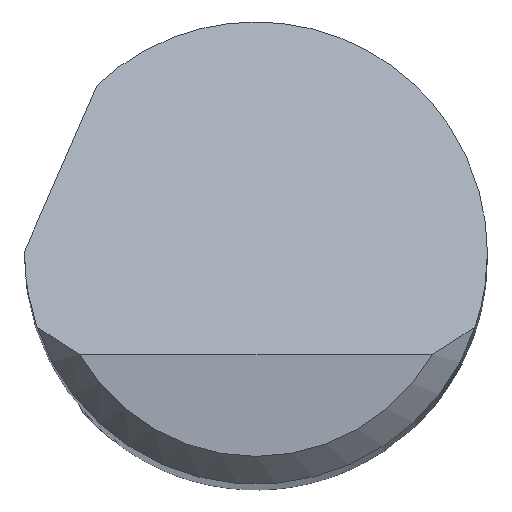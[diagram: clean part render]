
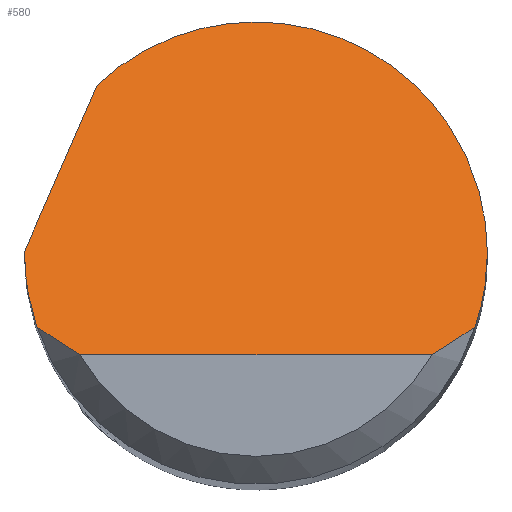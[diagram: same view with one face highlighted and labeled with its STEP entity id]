
A CAD part, top view. The second image highlights one B-rep face of the part: STEP entity #580.
In plain terms, the highlighted planar face has unit normal (0, 0.707, 0.707).
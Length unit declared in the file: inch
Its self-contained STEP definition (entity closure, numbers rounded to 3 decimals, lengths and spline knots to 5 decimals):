
#6 = VERTEX_POINT ( 'NONE', #395 ) ;
#9 = FACE_OUTER_BOUND ( 'NONE', #315, .T. ) ;
#21 = CARTESIAN_POINT ( 'NONE',  ( -0.09526, -0.055, 2. ) ) ;
#28 = CARTESIAN_POINT ( 'NONE',  ( -0.125, 0.00067, 1.94433 ) ) ;
#34 = PLANE ( 'NONE',  #668 ) ;
#42 = VERTEX_POINT ( 'NONE', #529 ) ;
#65 = CARTESIAN_POINT ( 'NONE',  ( 0.10339, -0.05031, 1.99531 ) ) ;
#80 = CARTESIAN_POINT ( 'NONE',  ( 0.125, 0.12819, 1.81681 ) ) ;
#96 = DIRECTION ( 'NONE',  ( 0., -0.707, -0.707 ) ) ;
#101 = CARTESIAN_POINT ( 'NONE',  ( 0.125, -0.01363, 1.95863 ) ) ;
#105 = ORIENTED_EDGE ( 'NONE', *, *, #415, .F. ) ;
#138 = ORIENTED_EDGE ( 'NONE', *, *, #747, .F. ) ;
#142 = CARTESIAN_POINT ( 'NONE',  ( -0.11843, -0.04, 1.985 ) ) ;
#163 = CARTESIAN_POINT ( 'NONE',  ( 0.11843, -0.04, 1.985 ) ) ;
#172 = CARTESIAN_POINT ( 'NONE',  ( 0.11843, -0.04, 1.985 ) ) ;
#173 = VECTOR ( 'NONE', #643, 39.37008 ) ;
#178 = CARTESIAN_POINT ( 'NONE',  ( 0.125, 0., 1.945 ) ) ;
#198 = ORIENTED_EDGE ( 'NONE', *, *, #717, .T. ) ;
#210 = DIRECTION ( 'NONE',  ( 1., 0., 0. ) ) ;
#223 = CARTESIAN_POINT ( 'NONE',  ( -0.11107, -0.04528, 1.99028 ) ) ;
#244 = CARTESIAN_POINT ( 'NONE',  ( -0.125, 0.00033, 1.94467 ) ) ;
#246 = VERTEX_POINT ( 'NONE', #446 ) ;
#266 = EDGE_CURVE ( 'NONE', #42, #876, #366, .T. ) ;
#315 = EDGE_LOOP ( 'NONE', ( #340, #672, #995, #105, #324, #138, #653, #198 ) ) ;
#324 = ORIENTED_EDGE ( 'NONE', *, *, #491, .F. ) ;
#340 = ORIENTED_EDGE ( 'NONE', *, *, #266, .T. ) ;
#345 = VERTEX_POINT ( 'NONE', #655 ) ;
#366 = LINE ( 'NONE', #435, #816 ) ;
#389 = CARTESIAN_POINT ( 'NONE',  ( 0.125, 0., 1.945 ) ) ;
#395 = CARTESIAN_POINT ( 'NONE',  ( -0.11843, -0.04, 1.985 ) ) ;
#415 = EDGE_CURVE ( 'NONE', #706, #976, #533, .T. ) ;
#426 = CARTESIAN_POINT ( 'NONE',  ( 0.09526, -0.055, 2. ) ) ;
#435 = CARTESIAN_POINT ( 'NONE',  ( 0., -0.055, 2. ) ) ;
#446 = CARTESIAN_POINT ( 'NONE',  ( 0.11843, -0.04, 1.985 ) ) ;
#455 = CARTESIAN_POINT ( 'NONE',  ( 0.09526, -0.055, 2. ) ) ;
#468 = EDGE_CURVE ( 'NONE', #876, #246, #651, .T. ) ;
#479 = CARTESIAN_POINT ( 'NONE',  ( 0.11107, -0.04528, 1.99028 ) ) ;
#491 = EDGE_CURVE ( 'NONE', #784, #706, #561, .T. ) ;
#496 = CARTESIAN_POINT ( 'NONE',  ( -0.14727, -0.05015, 1.99515 ) ) ;
#529 = CARTESIAN_POINT ( 'NONE',  ( -0.09526, -0.055, 2. ) ) ;
#533 =( BOUNDED_CURVE ( )  B_SPLINE_CURVE ( 3, ( #749, #838, #80, #389 ),
 .UNSPECIFIED., .F., .T. ) 
 B_SPLINE_CURVE_WITH_KNOTS ( ( 4, 4 ),
 ( 5.52582, 7.85398 ),
 .UNSPECIFIED. ) 
 CURVE ( )  GEOMETRIC_REPRESENTATION_ITEM ( )  RATIONAL_B_SPLINE_CURVE ( ( 1., 0.597, 0.597, 1. ) ) 
 REPRESENTATION_ITEM ( '' )  );
#536 =( BOUNDED_CURVE ( )  B_SPLINE_CURVE ( 3, ( #569, #775, #702, #559 ),
 .UNSPECIFIED., .F., .F. ) 
 B_SPLINE_CURVE_WITH_KNOTS ( ( 4, 4 ),
 ( 4.38666, 4.71239 ),
 .UNSPECIFIED. ) 
 CURVE ( )  GEOMETRIC_REPRESENTATION_ITEM ( )  RATIONAL_B_SPLINE_CURVE ( ( 1., 0.991, 0.991, 1. ) ) 
 REPRESENTATION_ITEM ( '' )  );
#559 = CARTESIAN_POINT ( 'NONE',  ( -0.125, 0., 1.945 ) ) ;
#561 = LINE ( 'NONE', #496, #173 ) ;
#569 = CARTESIAN_POINT ( 'NONE',  ( -0.11843, -0.04, 1.985 ) ) ;
#580 = ADVANCED_FACE ( 'NONE', ( #9 ), #34, .F. ) ;
#599 =( BOUNDED_CURVE ( )  B_SPLINE_CURVE ( 3, ( #178, #101, #877, #172 ),
 .UNSPECIFIED., .F., .T. ) 
 B_SPLINE_CURVE_WITH_KNOTS ( ( 4, 4 ),
 ( 1.5708, 1.89653 ),
 .UNSPECIFIED. ) 
 CURVE ( )  GEOMETRIC_REPRESENTATION_ITEM ( )  RATIONAL_B_SPLINE_CURVE ( ( 1., 0.991, 0.991, 1. ) ) 
 REPRESENTATION_ITEM ( '' )  );
#643 = DIRECTION ( 'NONE',  ( 0.294, 0.676, -0.676 ) ) ;
#651 = B_SPLINE_CURVE_WITH_KNOTS ( 'NONE', 3,
 ( #455, #65, #479, #163 ),
 .UNSPECIFIED., .F., .F.,
 ( 4, 4 ),
 ( 0., 0.0008 ),
 .UNSPECIFIED. ) ;
#653 = ORIENTED_EDGE ( 'NONE', *, *, #906, .F. ) ;
#655 = CARTESIAN_POINT ( 'NONE',  ( -0.125, 0., 1.945 ) ) ;
#668 = AXIS2_PLACEMENT_3D ( 'NONE', #956, #96, #781 ) ;
#672 = ORIENTED_EDGE ( 'NONE', *, *, #468, .T. ) ;
#702 = CARTESIAN_POINT ( 'NONE',  ( -0.125, -0.01363, 1.95863 ) ) ;
#706 = VERTEX_POINT ( 'NONE', #911 ) ;
#715 = CARTESIAN_POINT ( 'NONE',  ( -0.125, 0., 1.945 ) ) ;
#717 = EDGE_CURVE ( 'NONE', #6, #42, #864, .T. ) ;
#747 = EDGE_CURVE ( 'NONE', #345, #784, #975, .T. ) ;
#749 = CARTESIAN_POINT ( 'NONE',  ( -0.08588, 0.09083, 1.85417 ) ) ;
#772 = CARTESIAN_POINT ( 'NONE',  ( -0.125, 0.001, 1.944 ) ) ;
#775 = CARTESIAN_POINT ( 'NONE',  ( -0.12279, -0.02708, 1.97208 ) ) ;
#781 = DIRECTION ( 'NONE',  ( 0., 0.707, -0.707 ) ) ;
#784 = VERTEX_POINT ( 'NONE', #772 ) ;
#793 = CARTESIAN_POINT ( 'NONE',  ( -0.125, 0.001, 1.944 ) ) ;
#816 = VECTOR ( 'NONE', #210, 39.37008 ) ;
#834 = CARTESIAN_POINT ( 'NONE',  ( -0.10339, -0.05031, 1.99531 ) ) ;
#838 = CARTESIAN_POINT ( 'NONE',  ( 0.00727, 0.1789, 1.7661 ) ) ;
#864 = B_SPLINE_CURVE_WITH_KNOTS ( 'NONE', 3,
 ( #142, #223, #834, #21 ),
 .UNSPECIFIED., .F., .F.,
 ( 4, 4 ),
 ( 0., 0.0008 ),
 .UNSPECIFIED. ) ;
#876 = VERTEX_POINT ( 'NONE', #426 ) ;
#877 = CARTESIAN_POINT ( 'NONE',  ( 0.12279, -0.02708, 1.97208 ) ) ;
#895 = EDGE_CURVE ( 'NONE', #976, #246, #599, .T. ) ;
#906 = EDGE_CURVE ( 'NONE', #6, #345, #536, .T. ) ;
#911 = CARTESIAN_POINT ( 'NONE',  ( -0.08588, 0.09083, 1.85417 ) ) ;
#937 = CARTESIAN_POINT ( 'NONE',  ( 0.125, 0., 1.945 ) ) ;
#956 = CARTESIAN_POINT ( 'NONE',  ( -0.125, -0.055, 2. ) ) ;
#975 =( BOUNDED_CURVE ( )  B_SPLINE_CURVE ( 3, ( #715, #244, #28, #793 ),
 .UNSPECIFIED., .F., .T. ) 
 B_SPLINE_CURVE_WITH_KNOTS ( ( 4, 4 ),
 ( 4.71239, 4.72039 ),
 .UNSPECIFIED. ) 
 CURVE ( )  GEOMETRIC_REPRESENTATION_ITEM ( )  RATIONAL_B_SPLINE_CURVE ( ( 1., 1., 1., 1. ) ) 
 REPRESENTATION_ITEM ( '' )  );
#976 = VERTEX_POINT ( 'NONE', #937 ) ;
#995 = ORIENTED_EDGE ( 'NONE', *, *, #895, .F. ) ;
